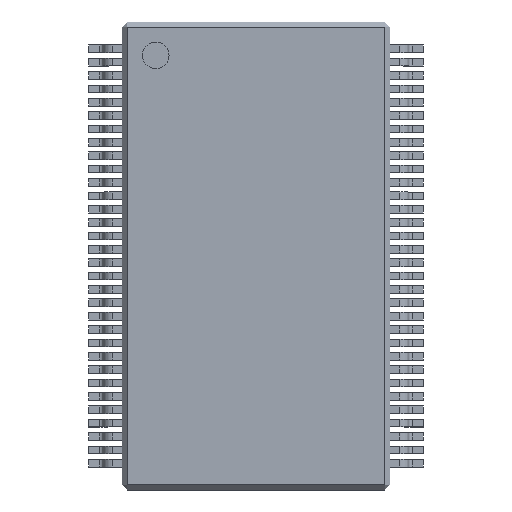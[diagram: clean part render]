
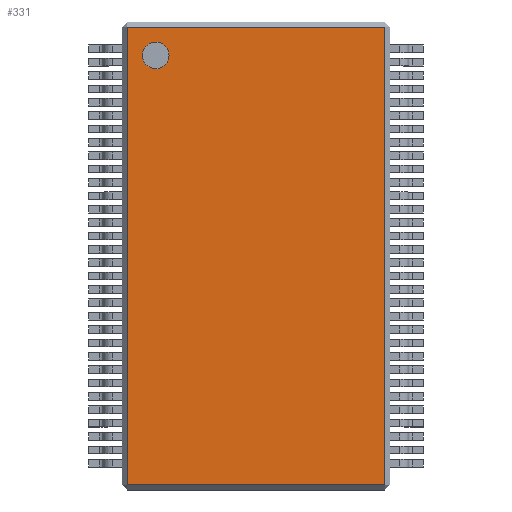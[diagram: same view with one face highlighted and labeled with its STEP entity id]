
A CAD part, top view. The second image highlights one B-rep face of the part: STEP entity #331.
In plain terms, the highlighted planar face has unit normal (0, 0, 1).
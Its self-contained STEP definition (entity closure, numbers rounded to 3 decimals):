
#13=DIRECTION('',(0.,0.,1.));
#14=DIRECTION('',(1.,0.,0.));
#127=VECTOR('',#128,1.);
#128=DIRECTION('',(0.,1.,0.));
#202=VERTEX_POINT('',#203);
#203=CARTESIAN_POINT('',(-3.85,-6.85,1.2));
#210=VERTEX_POINT('',#211);
#211=CARTESIAN_POINT('',(-3.85,6.85,1.2));
#216=ORIENTED_EDGE('',*,*,#217,.F.);
#217=EDGE_CURVE('',#202,#210,#218,.T.);
#218=LINE('',#219,#127);
#219=CARTESIAN_POINT('',(-3.85,-7.,1.2));
#288=VECTOR('',#14,1.);
#331=ADVANCED_FACE('',(#332,#350),#359,.T.);
#332=FACE_BOUND('',#333,.T.);
#333=EDGE_LOOP('',(#216,#334,#340,#346));
#334=ORIENTED_EDGE('',*,*,#335,.T.);
#335=EDGE_CURVE('',#202,#336,#338,.T.);
#336=VERTEX_POINT('',#337);
#337=CARTESIAN_POINT('',(3.85,-6.85,1.2));
#338=LINE('',#339,#288);
#339=CARTESIAN_POINT('',(-4.,-6.85,1.2));
#340=ORIENTED_EDGE('',*,*,#341,.T.);
#341=EDGE_CURVE('',#336,#342,#344,.T.);
#342=VERTEX_POINT('',#343);
#343=CARTESIAN_POINT('',(3.85,6.85,1.2));
#344=LINE('',#345,#127);
#345=CARTESIAN_POINT('',(3.85,-7.,1.2));
#346=ORIENTED_EDGE('',*,*,#347,.F.);
#347=EDGE_CURVE('',#210,#342,#348,.T.);
#348=LINE('',#349,#288);
#349=CARTESIAN_POINT('',(-4.,6.85,1.2));
#350=FACE_BOUND('',#351,.T.);
#351=EDGE_LOOP('',(#352));
#352=ORIENTED_EDGE('',*,*,#353,.F.);
#353=EDGE_CURVE('',#354,#354,#356,.T.);
#354=VERTEX_POINT('',#355);
#355=CARTESIAN_POINT('',(-2.6,6.,1.2));
#356=CIRCLE('',#357,0.4);
#357=AXIS2_PLACEMENT_3D('',#358,#13,#14);
#358=CARTESIAN_POINT('',(-3.,6.,1.2));
#359=PLANE('',#360);
#360=AXIS2_PLACEMENT_3D('',#361,#13,#14);
#361=CARTESIAN_POINT('',(-4.,-7.,1.2));
